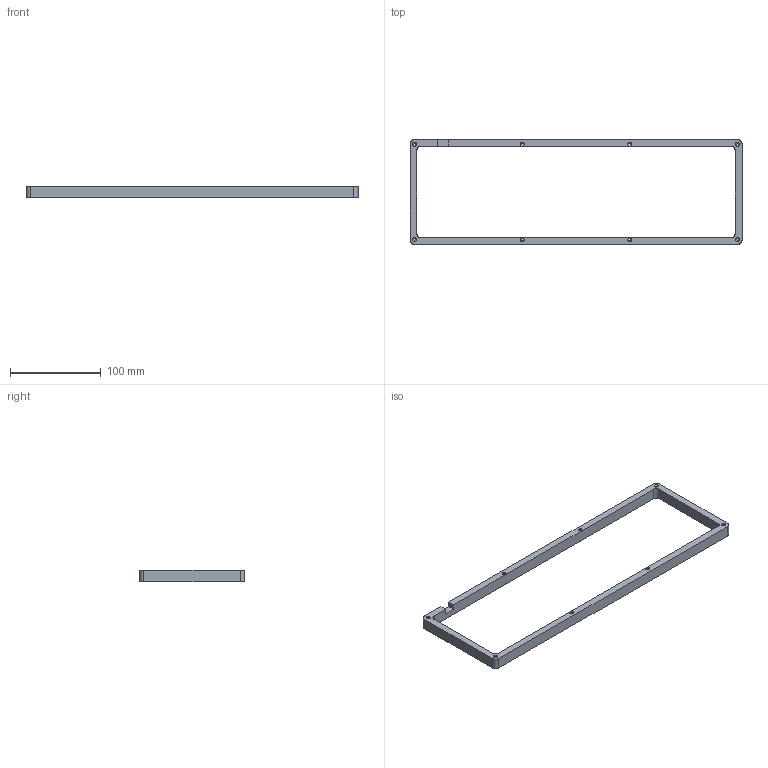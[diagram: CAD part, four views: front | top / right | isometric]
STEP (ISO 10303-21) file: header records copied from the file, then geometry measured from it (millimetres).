
FILE_DESCRIPTION(('FreeCAD Model'),'2;1');
FILE_NAME('Open CASCADE Shape Model','2021-09-06T15:09:30',('Author'),( ''),'Open CASCADE STEP processor 7.4','FreeCAD','Unknown');
FILE_SCHEMA(('AUTOMOTIVE_DESIGN { 1 0 10303 214 1 1 1 1 }'));
Length unit declared in the file: millimetre
Products named in the file (1): Chamfer
Bounding box: 365.27 x 115.3 x 12.7 mm (x, y, z)
Volume: 87565.4 mm3; surface area: 38024 mm2
Topology: 1 solids, 1 shells, 45 faces, 116 edges, 72 vertices
Faces by surface type: cone 16, cylinder 16, plane 13
Full cylindrical faces by diameter (mm): 2.5 x8
Entity records: 2892 total; most frequent: CARTESIAN_POINT 510, DIRECTION 444, ORIENTED_EDGE 232, PCURVE 232, DEFINITIONAL_REPRESENTATION 232, LINE 224, VECTOR 224, EDGE_CURVE 116
